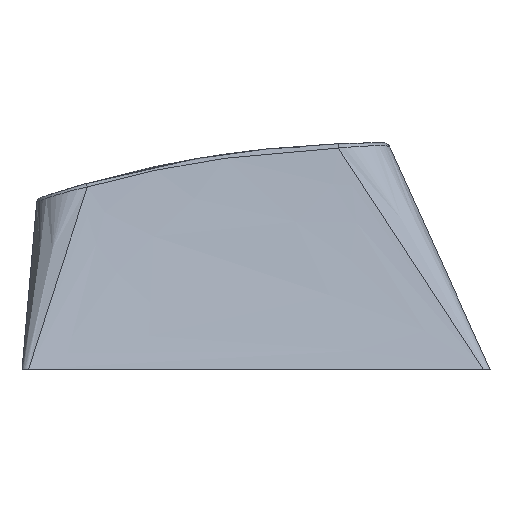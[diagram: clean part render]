
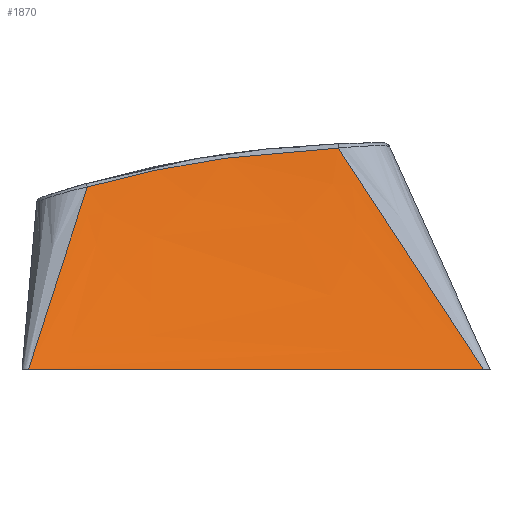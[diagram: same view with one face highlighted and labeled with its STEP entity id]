
A CAD part, left-side view. The second image highlights one B-rep face of the part: STEP entity #1870.
In plain terms, the highlighted free-form (B-spline) face has degree [3, 3] with [4, 4] control points.
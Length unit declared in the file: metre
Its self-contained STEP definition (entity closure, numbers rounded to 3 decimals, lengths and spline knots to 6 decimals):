
#29=B_SPLINE_SURFACE_WITH_KNOTS('',3,3,((#2854,#2855,#2856,#2857),(#2858,
#2859,#2860,#2861),(#2862,#2863,#2864,#2865),(#2866,#2867,#2868,#2869)),
 .RULED_SURF.,.F.,.F.,.F.,(4,4),(4,4),(0.,1.),
(-0.154144,1.),.PIECEWISE_BEZIER_KNOTS.);
#54=B_SPLINE_CURVE_WITH_KNOTS('',3,(#2870,#2871,#2872,#2873,#2874,#2875,
#2876,#2877,#2878,#2879,#2880,#2881,#2882,#2883,#2884,#2885,#2886,#2887,
#2888,#2889,#2890,#2891,#2892,#2893,#2894,#2895,#2896,#2897,#2898,#2899,
#2900,#2901,#2902,#2903,#2904,#2905,#2906),.UNSPECIFIED.,.F.,.F.,(4,1,1,
1,1,1,1,1,1,1,1,1,1,1,1,1,1,1,1,1,1,1,1,1,1,1,1,1,1,1,1,1,1,1,4),(0.,0.03125,
0.046875,0.054688,0.0625,0.070313,0.078125,0.09375,0.109375,0.125,0.140625,
0.15625,0.171875,0.1875,0.203125,0.21875,0.25,0.3125,0.375,0.4375,0.5,0.5625,
0.625,0.6875,0.75,0.8125,0.875,0.90625,0.921875,0.929688,0.9375,0.945313,
0.953125,0.96875,1.),.UNSPECIFIED.);
#205=LINE('',#2793,#373);
#208=LINE('',#2853,#376);
#209=LINE('',#2908,#377);
#373=VECTOR('',#2297,1.);
#376=VECTOR('',#2302,1.);
#377=VECTOR('',#2303,1.);
#652=ORIENTED_EDGE('',*,*,#1143,.F.);
#653=ORIENTED_EDGE('',*,*,#1142,.T.);
#654=ORIENTED_EDGE('',*,*,#1136,.F.);
#655=ORIENTED_EDGE('',*,*,#1144,.F.);
#1136=EDGE_CURVE('',#1383,#1384,#205,.T.);
#1142=EDGE_CURVE('',#1387,#1384,#208,.T.);
#1143=EDGE_CURVE('',#1387,#1388,#54,.F.);
#1144=EDGE_CURVE('',#1388,#1383,#209,.T.);
#1383=VERTEX_POINT('',#2792);
#1384=VERTEX_POINT('',#2794);
#1387=VERTEX_POINT('',#2852);
#1388=VERTEX_POINT('',#2907);
#1576=EDGE_LOOP('',(#652,#653,#654,#655));
#1688=FACE_BOUND('',#1576,.T.);
#1870=ADVANCED_FACE('',(#1688),#29,.T.);
#2297=DIRECTION('',(0.,1.,0.));
#2302=DIRECTION('',(-0.42,0.279,-0.864));
#2303=DIRECTION('',(-0.305,-0.523,-0.796));
#2792=CARTESIAN_POINT('',(0.176445,0.047558,0.));
#2793=CARTESIAN_POINT('',(0.176445,0.065058,0.));
#2794=CARTESIAN_POINT('',(0.176445,0.065058,0.));
#2852=CARTESIAN_POINT('',(0.17985,0.062795,0.007008));
#2853=CARTESIAN_POINT('',(0.179445,0.063064,0.006175));
#2854=CARTESIAN_POINT('',(0.179908,0.053486,0.009031));
#2855=CARTESIAN_POINT('',(0.178753,0.05151,0.006021));
#2856=CARTESIAN_POINT('',(0.177599,0.049534,0.00301));
#2857=CARTESIAN_POINT('',(0.176445,0.047558,0.));
#2858=CARTESIAN_POINT('',(0.179908,0.05451,0.008865));
#2859=CARTESIAN_POINT('',(0.178753,0.052236,0.00591));
#2860=CARTESIAN_POINT('',(0.177599,0.049963,0.002955));
#2861=CARTESIAN_POINT('',(0.176445,0.047689,0.));
#2862=CARTESIAN_POINT('',(0.179908,0.061732,0.007293));
#2863=CARTESIAN_POINT('',(0.178753,0.062797,0.004862));
#2864=CARTESIAN_POINT('',(0.177599,0.063862,0.002431));
#2865=CARTESIAN_POINT('',(0.176445,0.064927,0.));
#2866=CARTESIAN_POINT('',(0.179908,0.062756,0.007127));
#2867=CARTESIAN_POINT('',(0.178753,0.063523,0.004751));
#2868=CARTESIAN_POINT('',(0.177599,0.064291,0.002376));
#2869=CARTESIAN_POINT('',(0.176445,0.065058,0.));
#2870=CARTESIAN_POINT('',(0.179705,0.05314,0.008504));
#2871=CARTESIAN_POINT('',(0.179707,0.053192,0.008501));
#2872=CARTESIAN_POINT('',(0.179712,0.053303,0.008497));
#2873=CARTESIAN_POINT('',(0.179722,0.053507,0.008488));
#2874=CARTESIAN_POINT('',(0.179727,0.053635,0.008481));
#2875=CARTESIAN_POINT('',(0.179733,0.053768,0.008474));
#2876=CARTESIAN_POINT('',(0.179735,0.053809,0.008472));
#2877=CARTESIAN_POINT('',(0.179739,0.053903,0.008467));
#2878=CARTESIAN_POINT('',(0.179745,0.054022,0.00846));
#2879=CARTESIAN_POINT('',(0.179751,0.054176,0.008451));
#2880=CARTESIAN_POINT('',(0.17976,0.054383,0.008438));
#2881=CARTESIAN_POINT('',(0.179764,0.054475,0.008431));
#2882=CARTESIAN_POINT('',(0.179771,0.054625,0.008421));
#2883=CARTESIAN_POINT('',(0.179777,0.05478,0.008409));
#2884=CARTESIAN_POINT('',(0.179786,0.054987,0.008393));
#2885=CARTESIAN_POINT('',(0.179791,0.055119,0.008382));
#2886=CARTESIAN_POINT('',(0.179799,0.055326,0.008364));
#2887=CARTESIAN_POINT('',(0.179813,0.055684,0.008331));
#2888=CARTESIAN_POINT('',(0.179832,0.056236,0.008274));
#2889=CARTESIAN_POINT('',(0.179849,0.056782,0.00821));
#2890=CARTESIAN_POINT('',(0.179868,0.057447,0.008122));
#2891=CARTESIAN_POINT('',(0.179882,0.057999,0.008041));
#2892=CARTESIAN_POINT('',(0.179894,0.058649,0.007936));
#2893=CARTESIAN_POINT('',(0.179902,0.059215,0.007836));
#2894=CARTESIAN_POINT('',(0.179907,0.059828,0.007719));
#2895=CARTESIAN_POINT('',(0.179908,0.06042,0.007597));
#2896=CARTESIAN_POINT('',(0.179904,0.061037,0.007459));
#2897=CARTESIAN_POINT('',(0.179896,0.061523,0.007344));
#2898=CARTESIAN_POINT('',(0.179888,0.061854,0.007261));
#2899=CARTESIAN_POINT('',(0.179883,0.062027,0.007216));
#2900=CARTESIAN_POINT('',(0.179879,0.062138,0.007188));
#2901=CARTESIAN_POINT('',(0.179878,0.062186,0.007175));
#2902=CARTESIAN_POINT('',(0.179871,0.062369,0.007127));
#2903=CARTESIAN_POINT('',(0.179865,0.062516,0.007087));
#2904=CARTESIAN_POINT('',(0.179855,0.062716,0.007032));
#2905=CARTESIAN_POINT('',(0.179851,0.062774,0.007014));
#2906=CARTESIAN_POINT('',(0.17985,0.062795,0.007008));
#2907=CARTESIAN_POINT('',(0.179705,0.05314,0.008504));
#2908=CARTESIAN_POINT('',(0.179445,0.052694,0.007825));
